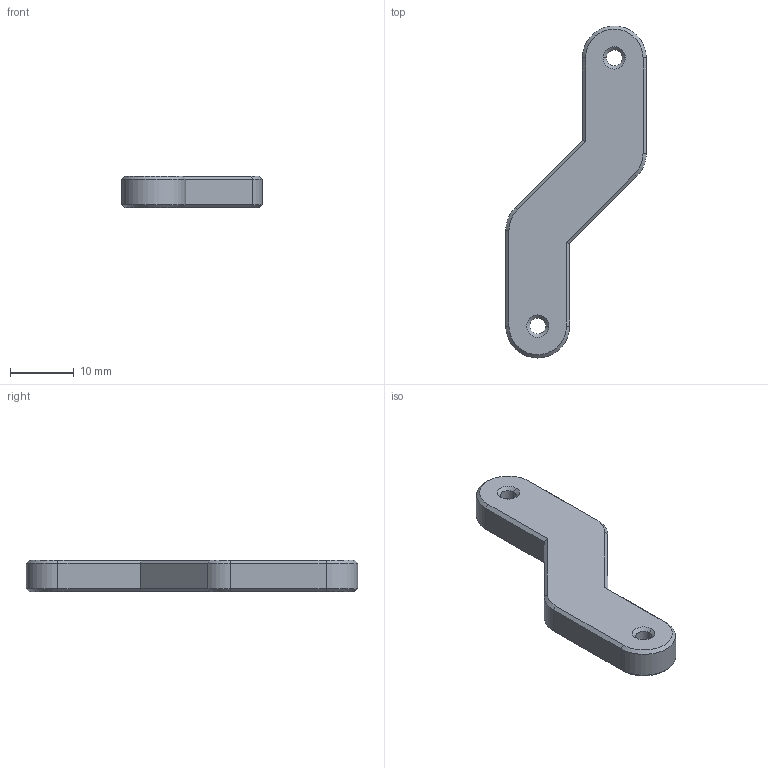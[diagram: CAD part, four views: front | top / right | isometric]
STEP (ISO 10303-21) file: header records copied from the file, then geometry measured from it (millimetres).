
FILE_DESCRIPTION (( 'STEP AP214' ), '1' );
FILE_NAME ('crosslinkP1a.STEP', '2025-01-21T01:14:25', ( '' ), ( '' ), 'SwSTEP 2.0', 'SolidWorks 2025', '' );
FILE_SCHEMA (( 'AUTOMOTIVE_DESIGN' ));
Length unit declared in the file: millimetre
Products named in the file (1): crosslinkP1a
Bounding box: 22 x 52 x 5 mm (x, y, z)
Volume: 2535.9 mm3; surface area: 1747.2 mm2
Topology: 1 solids, 1 shells, 50 faces, 110 edges, 64 vertices
Faces by surface type: plane 22, cone 16, cylinder 12
Entity records: 1381 total; most frequent: DIRECTION 252, CARTESIAN_POINT 225, ORIENTED_EDGE 220, EDGE_CURVE 110, AXIS2_PLACEMENT_3D 91, LINE 70, VECTOR 70, VERTEX_POINT 64
